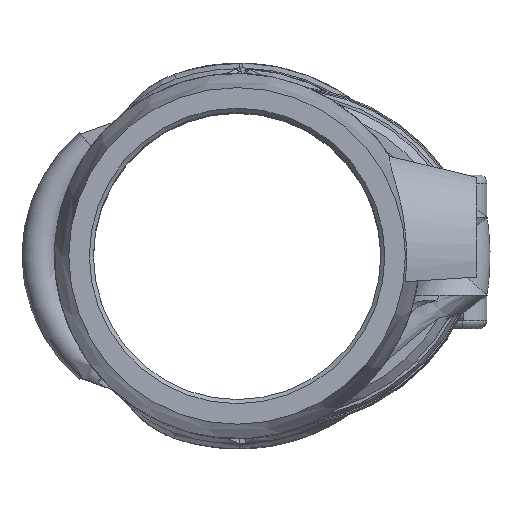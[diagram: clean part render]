
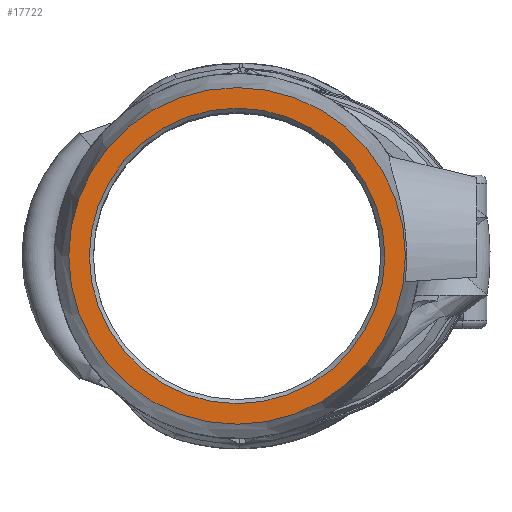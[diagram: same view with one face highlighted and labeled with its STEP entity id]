
A CAD part, top view. The second image highlights one B-rep face of the part: STEP entity #17722.
In plain terms, the highlighted planar face has unit normal (0, 0, 1).
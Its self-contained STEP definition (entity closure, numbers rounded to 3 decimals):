
#506=FACE_BOUND('',#3276,.T.);
#795=CIRCLE('',#18536,20.965);
#976=CIRCLE('',#18959,18.4);
#2232=FACE_OUTER_BOUND('',#3275,.T.);
#3275=EDGE_LOOP('',(#15390));
#3276=EDGE_LOOP('',(#15391));
#7214=VERTEX_POINT('',#31822);
#7893=VERTEX_POINT('',#44740);
#9427=EDGE_CURVE('',#7214,#7214,#795,.T.);
#10461=EDGE_CURVE('',#7893,#7893,#976,.T.);
#15390=ORIENTED_EDGE('',*,*,#9427,.T.);
#15391=ORIENTED_EDGE('',*,*,#10461,.F.);
#16807=PLANE('',#18960);
#17722=ADVANCED_FACE('',(#2232,#506),#16807,.F.);
#18536=AXIS2_PLACEMENT_3D('',#31823,#20885,#20886);
#18959=AXIS2_PLACEMENT_3D('',#44741,#21927,#21928);
#18960=AXIS2_PLACEMENT_3D('',#44743,#21930,#21931);
#20885=DIRECTION('center_axis',(0.,0.,1.));
#20886=DIRECTION('ref_axis',(1.,0.,0.));
#21927=DIRECTION('center_axis',(0.,0.,1.));
#21928=DIRECTION('ref_axis',(1.,0.,0.));
#21930=DIRECTION('center_axis',(0.,0.,-1.));
#21931=DIRECTION('ref_axis',(-1.,0.,0.));
#31822=CARTESIAN_POINT('',(20.71,-0.055,76.46));
#31823=CARTESIAN_POINT('Origin',(-0.255,-0.055,
76.46));
#44740=CARTESIAN_POINT('',(-18.655,-0.055,76.46));
#44741=CARTESIAN_POINT('Origin',(-0.255,-0.055,
76.46));
#44743=CARTESIAN_POINT('Origin',(-0.255,19.93,76.46));
